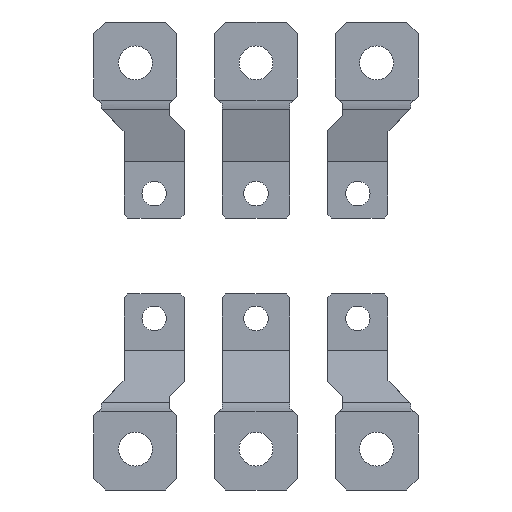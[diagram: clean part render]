
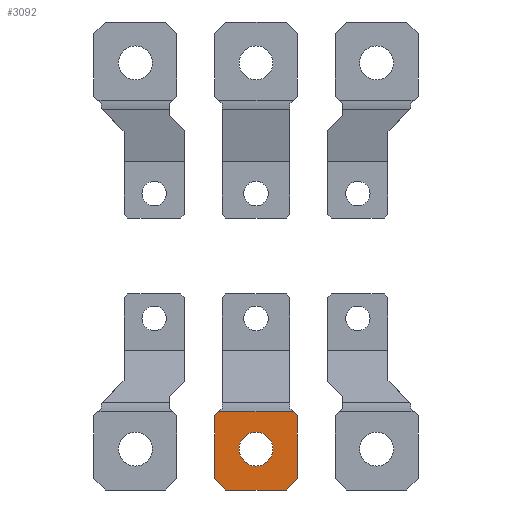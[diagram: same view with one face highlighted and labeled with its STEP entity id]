
A CAD part, front view. The second image highlights one B-rep face of the part: STEP entity #3092.
In plain terms, the highlighted planar face has unit normal (0, -1, 0).
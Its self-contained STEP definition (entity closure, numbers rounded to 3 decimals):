
#17 = CARTESIAN_POINT ( 'NONE',  ( 1.085, -7.7, -31.215 ) ) ;
#86 = CARTESIAN_POINT ( 'NONE',  ( 22., -7.7, -52. ) ) ;
#122 = ORIENTED_EDGE ( 'NONE', *, *, #841, .T. ) ;
#166 = AXIS2_PLACEMENT_3D ( 'NONE', #2428, #1722, #991 ) ;
#181 = CARTESIAN_POINT ( 'NONE',  ( 31.85, -7.7, -42.15 ) ) ;
#274 = CARTESIAN_POINT ( 'NONE',  ( 20.915, -7.7, -31.215 ) ) ;
#291 = VECTOR ( 'NONE', #1808, 1000. ) ;
#299 = LINE ( 'NONE', #2006, #291 ) ;
#392 = CARTESIAN_POINT ( 'NONE',  ( 22., -7.7, -52. ) ) ;
#421 = ORIENTED_EDGE ( 'NONE', *, *, #2289, .T. ) ;
#465 = DIRECTION ( 'NONE',  ( 0., 0., -1. ) ) ;
#473 = ORIENTED_EDGE ( 'NONE', *, *, #2134, .T. ) ;
#482 = CARTESIAN_POINT ( 'NONE',  ( 11., -7.7, -36.65 ) ) ;
#525 = PLANE ( 'NONE',  #166 ) ;
#534 = CARTESIAN_POINT ( 'NONE',  ( 11., -7.7, -41.15 ) ) ;
#538 = ORIENTED_EDGE ( 'NONE', *, *, #1579, .T. ) ;
#565 = CARTESIAN_POINT ( 'NONE',  ( 3., -7.7, -52. ) ) ;
#684 = ORIENTED_EDGE ( 'NONE', *, *, #2090, .T. ) ;
#700 = CARTESIAN_POINT ( 'NONE',  ( 22., -7.7, -32.3 ) ) ;
#738 = VERTEX_POINT ( 'NONE', #17 ) ;
#746 = CARTESIAN_POINT ( 'NONE',  ( 22., -7.7, -31.215 ) ) ;
#787 = ORIENTED_EDGE ( 'NONE', *, *, #1253, .T. ) ;
#841 = EDGE_CURVE ( 'NONE', #738, #2919, #299, .T. ) ;
#894 = VECTOR ( 'NONE', #1494, 1000. ) ;
#900 = VECTOR ( 'NONE', #1098, 1000. ) ;
#991 = DIRECTION ( 'NONE',  ( 0., 0., 1. ) ) ;
#1016 = CARTESIAN_POINT ( 'NONE',  ( 19., -7.7, -52. ) ) ;
#1046 = CIRCLE ( 'NONE', #1677, 4.5 ) ;
#1072 = CARTESIAN_POINT ( 'NONE',  ( 22., -7.7, -49. ) ) ;
#1098 = DIRECTION ( 'NONE',  ( 0.707, 0., 0.707 ) ) ;
#1123 = VERTEX_POINT ( 'NONE', #3082 ) ;
#1162 = VERTEX_POINT ( 'NONE', #565 ) ;
#1197 = EDGE_LOOP ( 'NONE', ( #1479, #122, #421, #787, #2104, #684, #2541, #538 ) ) ;
#1226 = VERTEX_POINT ( 'NONE', #1016 ) ;
#1253 = EDGE_CURVE ( 'NONE', #1123, #1162, #2963, .T. ) ;
#1266 = VECTOR ( 'NONE', #2876, 1000. ) ;
#1357 = EDGE_CURVE ( 'NONE', #2302, #1663, #1416, .T. ) ;
#1359 = VECTOR ( 'NONE', #465, 1000. ) ;
#1380 = LINE ( 'NONE', #181, #1471 ) ;
#1416 = CIRCLE ( 'NONE', #1514, 4.5 ) ;
#1445 = CARTESIAN_POINT ( 'NONE',  ( 11., -7.7, -45.65 ) ) ;
#1467 = CARTESIAN_POINT ( 'NONE',  ( 0., -7.7, -52. ) ) ;
#1471 = VECTOR ( 'NONE', #3043, 1000. ) ;
#1479 = ORIENTED_EDGE ( 'NONE', *, *, #3061, .T. ) ;
#1488 = FACE_BOUND ( 'NONE', #2223, .T. ) ;
#1494 = DIRECTION ( 'NONE',  ( 0.707, 0., -0.707 ) ) ;
#1506 = DIRECTION ( 'NONE',  ( 0., 1., 0. ) ) ;
#1514 = AXIS2_PLACEMENT_3D ( 'NONE', #534, #1506, #2465 ) ;
#1570 = EDGE_CURVE ( 'NONE', #2138, #1919, #1595, .T. ) ;
#1579 = EDGE_CURVE ( 'NONE', #2138, #3074, #1380, .T. ) ;
#1595 = LINE ( 'NONE', #392, #2771 ) ;
#1601 = LINE ( 'NONE', #746, #1266 ) ;
#1656 = CARTESIAN_POINT ( 'NONE',  ( 11., -7.7, -41.15 ) ) ;
#1663 = VERTEX_POINT ( 'NONE', #1445 ) ;
#1677 = AXIS2_PLACEMENT_3D ( 'NONE', #1656, #2063, #2581 ) ;
#1722 = DIRECTION ( 'NONE',  ( 0., 1., 0. ) ) ;
#1808 = DIRECTION ( 'NONE',  ( -0.707, 0., -0.707 ) ) ;
#1857 = DIRECTION ( 'NONE',  ( 0., 0., -1. ) ) ;
#1919 = VERTEX_POINT ( 'NONE', #1072 ) ;
#1958 = LINE ( 'NONE', #1467, #1359 ) ;
#1964 = EDGE_CURVE ( 'NONE', #1226, #1162, #2243, .T. ) ;
#2006 = CARTESIAN_POINT ( 'NONE',  ( 1.15, -7.7, -31.15 ) ) ;
#2010 = DIRECTION ( 'NONE',  ( -1., 0., 0. ) ) ;
#2063 = DIRECTION ( 'NONE',  ( 0., 1., 0. ) ) ;
#2079 = LINE ( 'NONE', #2303, #900 ) ;
#2090 = EDGE_CURVE ( 'NONE', #1226, #1919, #2079, .T. ) ;
#2104 = ORIENTED_EDGE ( 'NONE', *, *, #1964, .F. ) ;
#2134 = EDGE_CURVE ( 'NONE', #1663, #2302, #1046, .T. ) ;
#2138 = VERTEX_POINT ( 'NONE', #700 ) ;
#2184 = ORIENTED_EDGE ( 'NONE', *, *, #1357, .T. ) ;
#2197 = FACE_OUTER_BOUND ( 'NONE', #1197, .T. ) ;
#2223 = EDGE_LOOP ( 'NONE', ( #2184, #473 ) ) ;
#2236 = CARTESIAN_POINT ( 'NONE',  ( 12.5, -7.7, -61.5 ) ) ;
#2243 = LINE ( 'NONE', #86, #2522 ) ;
#2244 = CARTESIAN_POINT ( 'NONE',  ( 0., -7.7, -32.3 ) ) ;
#2289 = EDGE_CURVE ( 'NONE', #2919, #1123, #1958, .T. ) ;
#2302 = VERTEX_POINT ( 'NONE', #482 ) ;
#2303 = CARTESIAN_POINT ( 'NONE',  ( 20.5, -7.7, -50.5 ) ) ;
#2428 = CARTESIAN_POINT ( 'NONE',  ( 22., -7.7, -52. ) ) ;
#2465 = DIRECTION ( 'NONE',  ( 0., 0., 1. ) ) ;
#2522 = VECTOR ( 'NONE', #2010, 1000. ) ;
#2541 = ORIENTED_EDGE ( 'NONE', *, *, #1570, .F. ) ;
#2581 = DIRECTION ( 'NONE',  ( 0., 0., 1. ) ) ;
#2771 = VECTOR ( 'NONE', #1857, 1000. ) ;
#2876 = DIRECTION ( 'NONE',  ( -1., 0., 0. ) ) ;
#2919 = VERTEX_POINT ( 'NONE', #2244 ) ;
#2963 = LINE ( 'NONE', #2236, #894 ) ;
#3043 = DIRECTION ( 'NONE',  ( -0.707, 0., 0.707 ) ) ;
#3061 = EDGE_CURVE ( 'NONE', #3074, #738, #1601, .T. ) ;
#3074 = VERTEX_POINT ( 'NONE', #274 ) ;
#3082 = CARTESIAN_POINT ( 'NONE',  ( 0., -7.7, -49. ) ) ;
#3092 = ADVANCED_FACE ( 'NONE', ( #1488, #2197 ), #525, .F. ) ;
